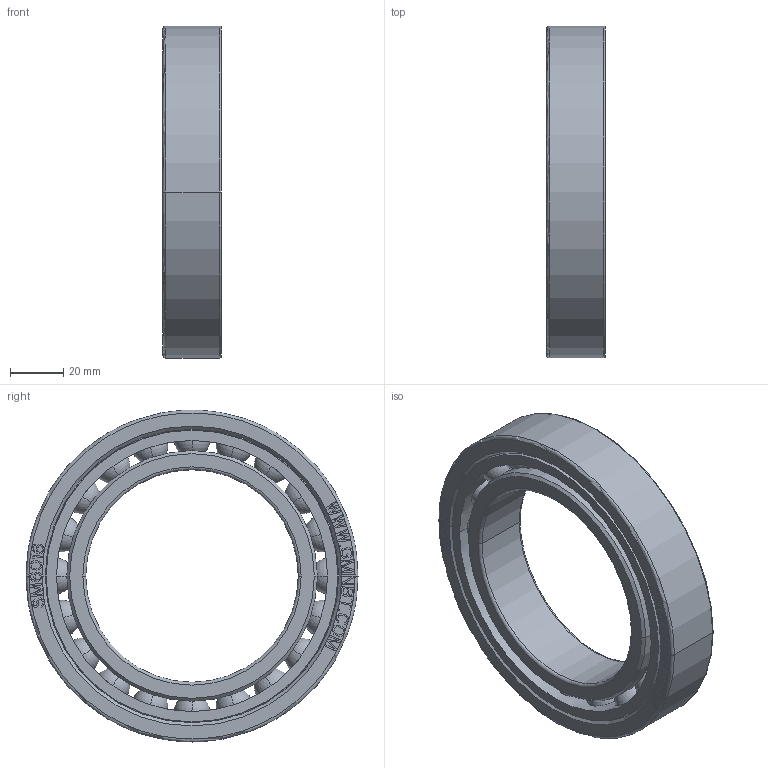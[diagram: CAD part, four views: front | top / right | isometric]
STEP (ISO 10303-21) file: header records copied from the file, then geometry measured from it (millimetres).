
FILE_DESCRIPTION((''),'2;1');
FILE_NAME('SM6016_PRT','2014-03-19T',('sales 4'),(''),'PRO/ENGINEER BY PARAMETRIC TECHNOLOGY CORPORATION, 2013150','PRO/ENGINEER BY PARAMETRIC TECHNOLOGY CORPORATION, 2013150','');
FILE_SCHEMA(('AUTOMOTIVE_DESIGN { 1 0 10303 214 1 1 1 1 }'));
Length unit declared in the file: millimetre
Products named in the file (1): SM6016_PRT
Bounding box: 22.01 x 125 x 125 mm (x, y, z)
Volume: 123870.8 mm3; surface area: 61287.2 mm2
Topology: 3 solids, 3 shells, 723 faces, 2016 edges, 1280 vertices
Faces by surface type: plane 527, cylinder 94, sphere 80, torus 12, cone 10
Entity records: 42395 total; most frequent: CARTESIAN_POINT 18237, ORIENTED_EDGE 3872, DIRECTION 3442, PRESENTATION_STYLE_ASSIGNMENT 1968, STYLED_ITEM 1939, CURVE_STYLE 1936, EDGE_CURVE 1936, VECTOR 1556
